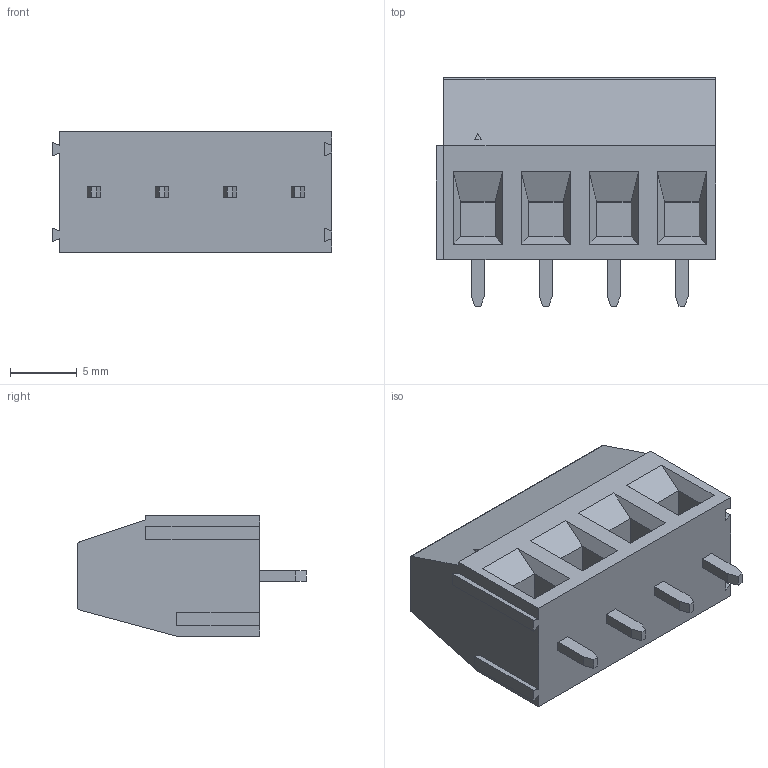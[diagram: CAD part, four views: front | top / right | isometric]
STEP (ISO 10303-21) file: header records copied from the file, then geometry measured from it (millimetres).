
FILE_DESCRIPTION (( 'STEP AP214' ), '1' );
FILE_NAME ('DG125-5.08-04P-14-00AH.STEP', '2021-01-11T19:05:44', ( '' ), ( '' ), 'SwSTEP 2.0', 'SolidWorks 2020', '' );
FILE_SCHEMA (( 'AUTOMOTIVE_DESIGN' ));
Length unit declared in the file: millimetre
Products named in the file (1): DG125-5.08-04P-14-00AH
Bounding box: 20.89 x 17.1 x 9 mm (x, y, z)
Volume: 1955.1 mm3; surface area: 1659.3 mm2
Topology: 1 solids, 1 shells, 543 faces, 1406 edges, 916 vertices
Faces by surface type: plane 301, bspline 172, cylinder 38, torus 20, cone 12
Entity records: 29124 total; most frequent: CARTESIAN_POINT 12670, ORIENTED_EDGE 2812, DIRECTION 1950, EDGE_CURVE 1406, VERTEX_POINT 916, LINE 902, VECTOR 902, EDGE_LOOP 594
